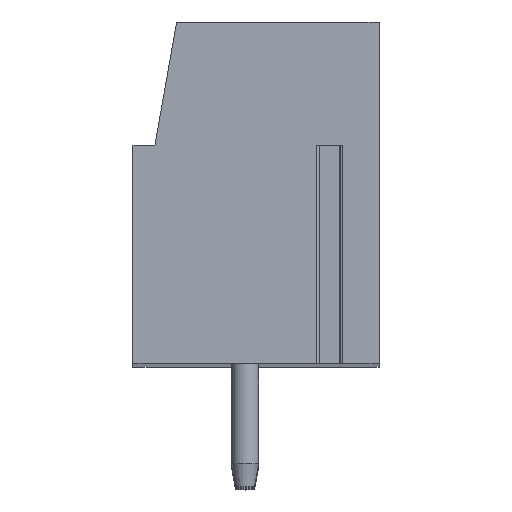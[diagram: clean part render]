
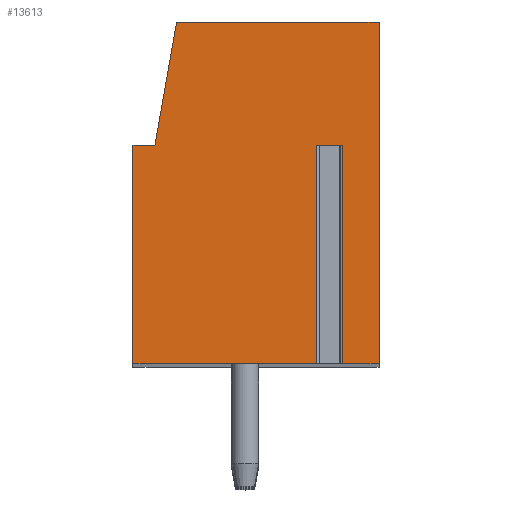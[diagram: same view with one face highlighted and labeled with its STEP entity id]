
A CAD part, top view. The second image highlights one B-rep face of the part: STEP entity #13613.
In plain terms, the highlighted planar face has unit normal (0, 0, 1).
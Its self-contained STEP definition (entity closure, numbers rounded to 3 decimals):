
#20=DIRECTION('',(-1.,0.,0.));
#21=VECTOR('',#20,0.958);
#22=CARTESIAN_POINT('',(3.179,1.75,67.5));
#23=LINE('',#22,#21);
#24=DIRECTION('',(0.,-1.,0.));
#25=VECTOR('',#24,8.);
#26=CARTESIAN_POINT('',(2.221,1.75,67.5));
#27=LINE('',#26,#25);
#28=DIRECTION('',(1.,0.,0.));
#29=VECTOR('',#28,6.721);
#30=CARTESIAN_POINT('',(-4.5,-6.25,67.5));
#31=LINE('',#30,#29);
#32=DIRECTION('',(0.,-1.,0.));
#33=VECTOR('',#32,8.);
#34=CARTESIAN_POINT('',(-4.5,1.75,67.5));
#35=LINE('',#34,#33);
#36=DIRECTION('',(-1.,0.,0.));
#37=VECTOR('',#36,0.8);
#38=CARTESIAN_POINT('',(-3.7,1.75,67.5));
#39=LINE('',#38,#37);
#40=DIRECTION('',(-0.174,-0.985,0.));
#41=VECTOR('',#40,4.569);
#42=CARTESIAN_POINT('',(-2.907,6.25,67.5));
#43=LINE('',#42,#41);
#44=DIRECTION('',(-1.,0.,0.));
#45=VECTOR('',#44,7.407);
#46=CARTESIAN_POINT('',(4.5,6.25,67.5));
#47=LINE('',#46,#45);
#48=DIRECTION('',(0.,1.,0.));
#49=VECTOR('',#48,12.5);
#50=CARTESIAN_POINT('',(4.5,-6.25,67.5));
#51=LINE('',#50,#49);
#52=DIRECTION('',(1.,0.,0.));
#53=VECTOR('',#52,1.321);
#54=CARTESIAN_POINT('',(3.179,-6.25,67.5));
#55=LINE('',#54,#53);
#56=DIRECTION('',(0.,-1.,0.));
#57=VECTOR('',#56,8.);
#58=CARTESIAN_POINT('',(3.179,1.75,67.5));
#59=LINE('',#58,#57);
#10772=CARTESIAN_POINT('',(-2.907,6.25,67.5));
#10773=CARTESIAN_POINT('',(-3.7,1.75,67.5));
#10774=VERTEX_POINT('',#10772);
#10775=VERTEX_POINT('',#10773);
#10776=CARTESIAN_POINT('',(-4.5,1.75,67.5));
#10777=VERTEX_POINT('',#10776);
#10778=CARTESIAN_POINT('',(-4.5,-6.25,67.5));
#10779=VERTEX_POINT('',#10778);
#10780=CARTESIAN_POINT('',(4.5,-6.25,67.5));
#10781=CARTESIAN_POINT('',(4.5,6.25,67.5));
#10782=VERTEX_POINT('',#10780);
#10783=VERTEX_POINT('',#10781);
#10840=CARTESIAN_POINT('',(3.179,1.75,67.5));
#10841=CARTESIAN_POINT('',(2.221,1.75,67.5));
#10842=VERTEX_POINT('',#10840);
#10843=VERTEX_POINT('',#10841);
#10844=CARTESIAN_POINT('',(3.179,-6.25,67.5));
#10845=VERTEX_POINT('',#10844);
#10846=CARTESIAN_POINT('',(2.221,-6.25,67.5));
#10847=VERTEX_POINT('',#10846);
#13586=CARTESIAN_POINT('',(0.,0.,67.5));
#13587=DIRECTION('',(0.,0.,1.));
#13588=DIRECTION('',(1.,0.,0.));
#13589=AXIS2_PLACEMENT_3D('',#13586,#13587,#13588);
#13590=PLANE('',#13589);
#13592=ORIENTED_EDGE('',*,*,#13591,.T.);
#13594=ORIENTED_EDGE('',*,*,#13593,.T.);
#13596=ORIENTED_EDGE('',*,*,#13595,.F.);
#13598=ORIENTED_EDGE('',*,*,#13597,.F.);
#13600=ORIENTED_EDGE('',*,*,#13599,.F.);
#13602=ORIENTED_EDGE('',*,*,#13601,.F.);
#13604=ORIENTED_EDGE('',*,*,#13603,.F.);
#13606=ORIENTED_EDGE('',*,*,#13605,.F.);
#13608=ORIENTED_EDGE('',*,*,#13607,.F.);
#13610=ORIENTED_EDGE('',*,*,#13609,.F.);
#13611=EDGE_LOOP('',(#13592,#13594,#13596,#13598,#13600,#13602,#13604,#13606,
#13608,#13610));
#13612=FACE_OUTER_BOUND('',#13611,.F.);
#13591=EDGE_CURVE('',#10842,#10843,#23,.T.);
#13593=EDGE_CURVE('',#10843,#10847,#27,.T.);
#13595=EDGE_CURVE('',#10779,#10847,#31,.T.);
#13597=EDGE_CURVE('',#10777,#10779,#35,.T.);
#13599=EDGE_CURVE('',#10775,#10777,#39,.T.);
#13601=EDGE_CURVE('',#10774,#10775,#43,.T.);
#13603=EDGE_CURVE('',#10783,#10774,#47,.T.);
#13605=EDGE_CURVE('',#10782,#10783,#51,.T.);
#13607=EDGE_CURVE('',#10845,#10782,#55,.T.);
#13609=EDGE_CURVE('',#10842,#10845,#59,.T.);
#13613=ADVANCED_FACE('',(#13612),#13590,.T.);
